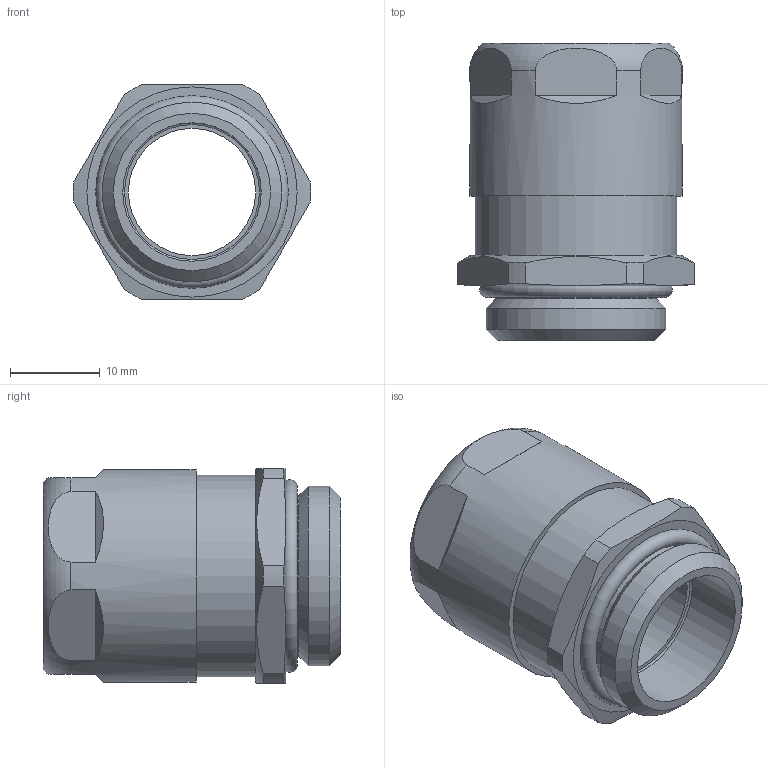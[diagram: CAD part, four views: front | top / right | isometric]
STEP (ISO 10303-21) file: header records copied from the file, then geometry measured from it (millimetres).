
FILE_DESCRIPTION(/* description */ ('STEP AP214'),/* implementation_level */ '2;1');
FILE_NAME(/* name */ '1751200051.stp',/* time_stamp */ '2022-06-08T11:08:04+02:00',/* author */ ('sl'),/* organization */ (''),/* preprocessor_version */ 'ST-DEVELOPER v16.5',/* originating_system */ 'Autodesk Inventor 2017',/* authorisation */ '');
FILE_SCHEMA (('AUTOMOTIVE_DESIGN { 1 0 10303 214 3 1 1 }'));
Length unit declared in the file: millimetre
Products named in the file (1): 1751200051
Bounding box: 26.39 x 33.1 x 23.9 mm (x, y, z)
Volume: 7858 mm3; surface area: 4582 mm2
Topology: 1 solids, 1 shells, 46 faces, 114 edges, 75 vertices
Faces by surface type: plane 25, cylinder 13, torus 4, cone 4
Full cylindrical faces by diameter (mm): 14.15 x1, 14.25 x1, 15.4 x1, 17.875 x1, 20 x1, 22.4 x1, 23.7 x1
Entity records: 1423 total; most frequent: CARTESIAN_POINT 339, DIRECTION 212, ORIENTED_EDGE 184, EDGE_CURVE 92, AXIS2_PLACEMENT_3D 91, EDGE_LOOP 68, VERTEX_POINT 68, FACE_OUTER_BOUND 46
